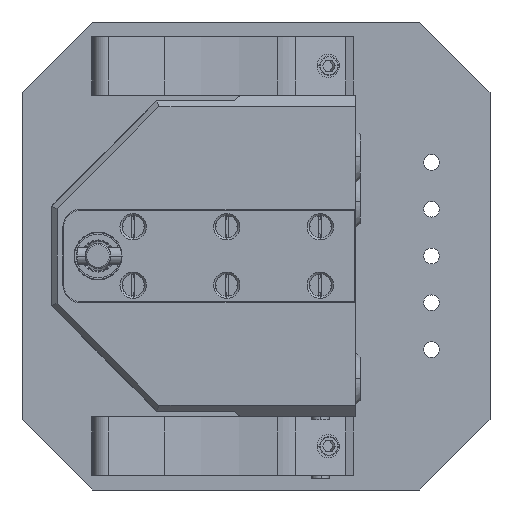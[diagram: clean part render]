
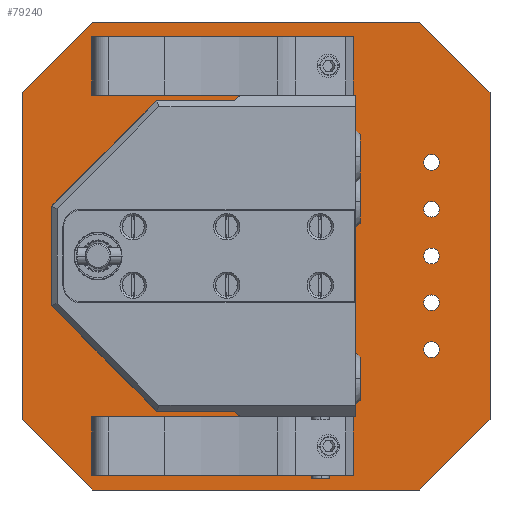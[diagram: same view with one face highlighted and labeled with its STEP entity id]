
A CAD part, left-side view. The second image highlights one B-rep face of the part: STEP entity #79240.
In plain terms, the highlighted face is planar.
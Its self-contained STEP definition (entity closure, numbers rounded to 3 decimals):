
#78723=DIRECTION('',(-0.707,0.,0.707));
#78724=VECTOR('',#78723,16.971);
#78725=CARTESIAN_POINT('',(40.,0.,28.));
#78726=LINE('',#78725,#78724);
#78727=DIRECTION('',(0.,0.,-1.));
#78728=VECTOR('',#78727,56.);
#78729=CARTESIAN_POINT('',(40.,0.,28.));
#78730=LINE('',#78729,#78728);
#78731=DIRECTION('',(0.707,0.,0.707));
#78732=VECTOR('',#78731,16.971);
#78733=CARTESIAN_POINT('',(28.,0.,-40.));
#78734=LINE('',#78733,#78732);
#78735=DIRECTION('',(-1.,0.,0.));
#78736=VECTOR('',#78735,56.);
#78737=CARTESIAN_POINT('',(28.,0.,-40.));
#78738=LINE('',#78737,#78736);
#78739=DIRECTION('',(0.707,0.,-0.707));
#78740=VECTOR('',#78739,16.971);
#78741=CARTESIAN_POINT('',(-40.,0.,-28.));
#78742=LINE('',#78741,#78740);
#78743=DIRECTION('',(0.,0.,1.));
#78744=VECTOR('',#78743,56.);
#78745=CARTESIAN_POINT('',(-40.,0.,-28.));
#78746=LINE('',#78745,#78744);
#78747=DIRECTION('',(-0.707,0.,-0.707));
#78748=VECTOR('',#78747,16.971);
#78749=CARTESIAN_POINT('',(-28.,0.,40.));
#78750=LINE('',#78749,#78748);
#78751=DIRECTION('',(1.,0.,0.));
#78752=VECTOR('',#78751,56.);
#78753=CARTESIAN_POINT('',(-28.,0.,40.));
#78754=LINE('',#78753,#78752);
#78755=CARTESIAN_POINT('',(16.,0.,8.));
#78756=DIRECTION('',(0.,-1.,0.));
#78757=DIRECTION('',(1.,0.,0.));
#78758=AXIS2_PLACEMENT_3D('',#78755,#78756,#78757);
#78760=CARTESIAN_POINT('',(16.,0.,8.));
#78761=DIRECTION('',(0.,-1.,0.));
#78762=DIRECTION('',(-1.,0.,0.));
#78763=AXIS2_PLACEMENT_3D('',#78760,#78761,#78762);
#78765=CARTESIAN_POINT('',(-16.,0.,8.));
#78766=DIRECTION('',(0.,-1.,0.));
#78767=DIRECTION('',(1.,0.,0.));
#78768=AXIS2_PLACEMENT_3D('',#78765,#78766,#78767);
#78770=CARTESIAN_POINT('',(-16.,0.,8.));
#78771=DIRECTION('',(0.,-1.,0.));
#78772=DIRECTION('',(-1.,0.,0.));
#78773=AXIS2_PLACEMENT_3D('',#78770,#78771,#78772);
#78775=CARTESIAN_POINT('',(16.,0.,-30.));
#78776=DIRECTION('',(0.,-1.,0.));
#78777=DIRECTION('',(1.,0.,0.));
#78778=AXIS2_PLACEMENT_3D('',#78775,#78776,#78777);
#78780=CARTESIAN_POINT('',(16.,0.,-30.));
#78781=DIRECTION('',(0.,-1.,0.));
#78782=DIRECTION('',(-1.,0.,0.));
#78783=AXIS2_PLACEMENT_3D('',#78780,#78781,#78782);
#78785=CARTESIAN_POINT('',(8.,0.,-30.));
#78786=DIRECTION('',(0.,-1.,0.));
#78787=DIRECTION('',(1.,0.,0.));
#78788=AXIS2_PLACEMENT_3D('',#78785,#78786,#78787);
#78790=CARTESIAN_POINT('',(8.,0.,-30.));
#78791=DIRECTION('',(0.,-1.,0.));
#78792=DIRECTION('',(-1.,0.,0.));
#78793=AXIS2_PLACEMENT_3D('',#78790,#78791,#78792);
#78795=CARTESIAN_POINT('',(0.,0.,-30.));
#78796=DIRECTION('',(0.,-1.,0.));
#78797=DIRECTION('',(1.,0.,0.));
#78798=AXIS2_PLACEMENT_3D('',#78795,#78796,#78797);
#78800=CARTESIAN_POINT('',(0.,0.,-30.));
#78801=DIRECTION('',(0.,-1.,0.));
#78802=DIRECTION('',(-1.,0.,0.));
#78803=AXIS2_PLACEMENT_3D('',#78800,#78801,#78802);
#78805=CARTESIAN_POINT('',(-8.,0.,-30.));
#78806=DIRECTION('',(0.,-1.,0.));
#78807=DIRECTION('',(1.,0.,0.));
#78808=AXIS2_PLACEMENT_3D('',#78805,#78806,#78807);
#78810=CARTESIAN_POINT('',(-8.,0.,-30.));
#78811=DIRECTION('',(0.,-1.,0.));
#78812=DIRECTION('',(-1.,0.,0.));
#78813=AXIS2_PLACEMENT_3D('',#78810,#78811,#78812);
#78815=CARTESIAN_POINT('',(-16.,0.,-30.));
#78816=DIRECTION('',(0.,-1.,0.));
#78817=DIRECTION('',(1.,0.,0.));
#78818=AXIS2_PLACEMENT_3D('',#78815,#78816,#78817);
#78820=CARTESIAN_POINT('',(-16.,0.,-30.));
#78821=DIRECTION('',(0.,-1.,0.));
#78822=DIRECTION('',(-1.,0.,0.));
#78823=AXIS2_PLACEMENT_3D('',#78820,#78821,#78822);
#79071=CARTESIAN_POINT('',(40.,0.,28.));
#79072=CARTESIAN_POINT('',(28.,0.,40.));
#79073=VERTEX_POINT('',#79071);
#79074=VERTEX_POINT('',#79072);
#79079=CARTESIAN_POINT('',(-28.,0.,40.));
#79080=CARTESIAN_POINT('',(-40.,0.,28.));
#79081=VERTEX_POINT('',#79079);
#79082=VERTEX_POINT('',#79080);
#79087=CARTESIAN_POINT('',(-40.,0.,-28.));
#79088=CARTESIAN_POINT('',(-28.,0.,-40.));
#79089=VERTEX_POINT('',#79087);
#79090=VERTEX_POINT('',#79088);
#79095=CARTESIAN_POINT('',(28.,0.,-40.));
#79096=CARTESIAN_POINT('',(40.,0.,-28.));
#79097=VERTEX_POINT('',#79095);
#79098=VERTEX_POINT('',#79096);
#79103=CARTESIAN_POINT('',(18.2,0.,8.));
#79104=CARTESIAN_POINT('',(13.8,0.,8.));
#79105=VERTEX_POINT('',#79103);
#79106=VERTEX_POINT('',#79104);
#79107=CARTESIAN_POINT('',(-13.8,0.,8.));
#79108=CARTESIAN_POINT('',(-18.2,0.,8.));
#79109=VERTEX_POINT('',#79107);
#79110=VERTEX_POINT('',#79108);
#79135=CARTESIAN_POINT('',(17.35,0.,-30.));
#79136=CARTESIAN_POINT('',(14.65,0.,-30.));
#79137=VERTEX_POINT('',#79135);
#79138=VERTEX_POINT('',#79136);
#79143=CARTESIAN_POINT('',(9.35,0.,-30.));
#79144=CARTESIAN_POINT('',(6.65,0.,-30.));
#79145=VERTEX_POINT('',#79143);
#79146=VERTEX_POINT('',#79144);
#79151=CARTESIAN_POINT('',(1.35,0.,-30.));
#79152=CARTESIAN_POINT('',(-1.35,0.,-30.));
#79153=VERTEX_POINT('',#79151);
#79154=VERTEX_POINT('',#79152);
#79159=CARTESIAN_POINT('',(-6.65,0.,-30.));
#79160=CARTESIAN_POINT('',(-9.35,0.,-30.));
#79161=VERTEX_POINT('',#79159);
#79162=VERTEX_POINT('',#79160);
#79167=CARTESIAN_POINT('',(-14.65,0.,-30.));
#79168=CARTESIAN_POINT('',(-17.35,0.,-30.));
#79169=VERTEX_POINT('',#79167);
#79170=VERTEX_POINT('',#79168);
#79175=CARTESIAN_POINT('',(0.,0.,0.));
#79176=DIRECTION('',(0.,1.,0.));
#79177=DIRECTION('',(1.,0.,0.));
#79178=AXIS2_PLACEMENT_3D('',#79175,#79176,#79177);
#79179=PLANE('',#79178);
#79181=ORIENTED_EDGE('',*,*,#79180,.F.);
#79183=ORIENTED_EDGE('',*,*,#79182,.T.);
#79185=ORIENTED_EDGE('',*,*,#79184,.F.);
#79187=ORIENTED_EDGE('',*,*,#79186,.T.);
#79189=ORIENTED_EDGE('',*,*,#79188,.F.);
#79191=ORIENTED_EDGE('',*,*,#79190,.T.);
#79193=ORIENTED_EDGE('',*,*,#79192,.F.);
#79195=ORIENTED_EDGE('',*,*,#79194,.T.);
#79196=EDGE_LOOP('',(#79181,#79183,#79185,#79187,#79189,#79191,#79193,#79195));
#79197=FACE_OUTER_BOUND('',#79196,.F.);
#79199=ORIENTED_EDGE('',*,*,#79198,.T.);
#79201=ORIENTED_EDGE('',*,*,#79200,.T.);
#79202=EDGE_LOOP('',(#79199,#79201));
#79203=FACE_BOUND('',#79202,.F.);
#79205=ORIENTED_EDGE('',*,*,#79204,.T.);
#79207=ORIENTED_EDGE('',*,*,#79206,.T.);
#79208=EDGE_LOOP('',(#79205,#79207));
#79209=FACE_BOUND('',#79208,.F.);
#79211=ORIENTED_EDGE('',*,*,#79210,.T.);
#79213=ORIENTED_EDGE('',*,*,#79212,.T.);
#79214=EDGE_LOOP('',(#79211,#79213));
#79215=FACE_BOUND('',#79214,.F.);
#79217=ORIENTED_EDGE('',*,*,#79216,.T.);
#79219=ORIENTED_EDGE('',*,*,#79218,.T.);
#79220=EDGE_LOOP('',(#79217,#79219));
#79221=FACE_BOUND('',#79220,.F.);
#79223=ORIENTED_EDGE('',*,*,#79222,.T.);
#79225=ORIENTED_EDGE('',*,*,#79224,.T.);
#79226=EDGE_LOOP('',(#79223,#79225));
#79227=FACE_BOUND('',#79226,.F.);
#79229=ORIENTED_EDGE('',*,*,#79228,.T.);
#79231=ORIENTED_EDGE('',*,*,#79230,.T.);
#79232=EDGE_LOOP('',(#79229,#79231));
#79233=FACE_BOUND('',#79232,.F.);
#79235=ORIENTED_EDGE('',*,*,#79234,.T.);
#79237=ORIENTED_EDGE('',*,*,#79236,.T.);
#79238=EDGE_LOOP('',(#79235,#79237));
#79239=FACE_BOUND('',#79238,.F.);
#79240=ADVANCED_FACE('',(#79197,#79203,#79209,#79215,#79221,#79227,#79233,
#79239),#79179,.F.);
#78759=CIRCLE('',#78758,2.2);
#78764=CIRCLE('',#78763,2.2);
#78769=CIRCLE('',#78768,2.2);
#78774=CIRCLE('',#78773,2.2);
#78779=CIRCLE('',#78778,1.35);
#78784=CIRCLE('',#78783,1.35);
#78789=CIRCLE('',#78788,1.35);
#78794=CIRCLE('',#78793,1.35);
#78799=CIRCLE('',#78798,1.35);
#78804=CIRCLE('',#78803,1.35);
#78809=CIRCLE('',#78808,1.35);
#78814=CIRCLE('',#78813,1.35);
#78819=CIRCLE('',#78818,1.35);
#78824=CIRCLE('',#78823,1.35);
#79180=EDGE_CURVE('',#79073,#79074,#78726,.T.);
#79182=EDGE_CURVE('',#79073,#79098,#78730,.T.);
#79184=EDGE_CURVE('',#79097,#79098,#78734,.T.);
#79186=EDGE_CURVE('',#79097,#79090,#78738,.T.);
#79188=EDGE_CURVE('',#79089,#79090,#78742,.T.);
#79190=EDGE_CURVE('',#79089,#79082,#78746,.T.);
#79192=EDGE_CURVE('',#79081,#79082,#78750,.T.);
#79194=EDGE_CURVE('',#79081,#79074,#78754,.T.);
#79198=EDGE_CURVE('',#79105,#79106,#78759,.T.);
#79200=EDGE_CURVE('',#79106,#79105,#78764,.T.);
#79204=EDGE_CURVE('',#79109,#79110,#78769,.T.);
#79206=EDGE_CURVE('',#79110,#79109,#78774,.T.);
#79210=EDGE_CURVE('',#79137,#79138,#78779,.T.);
#79212=EDGE_CURVE('',#79138,#79137,#78784,.T.);
#79216=EDGE_CURVE('',#79145,#79146,#78789,.T.);
#79218=EDGE_CURVE('',#79146,#79145,#78794,.T.);
#79222=EDGE_CURVE('',#79153,#79154,#78799,.T.);
#79224=EDGE_CURVE('',#79154,#79153,#78804,.T.);
#79228=EDGE_CURVE('',#79161,#79162,#78809,.T.);
#79230=EDGE_CURVE('',#79162,#79161,#78814,.T.);
#79234=EDGE_CURVE('',#79169,#79170,#78819,.T.);
#79236=EDGE_CURVE('',#79170,#79169,#78824,.T.);
